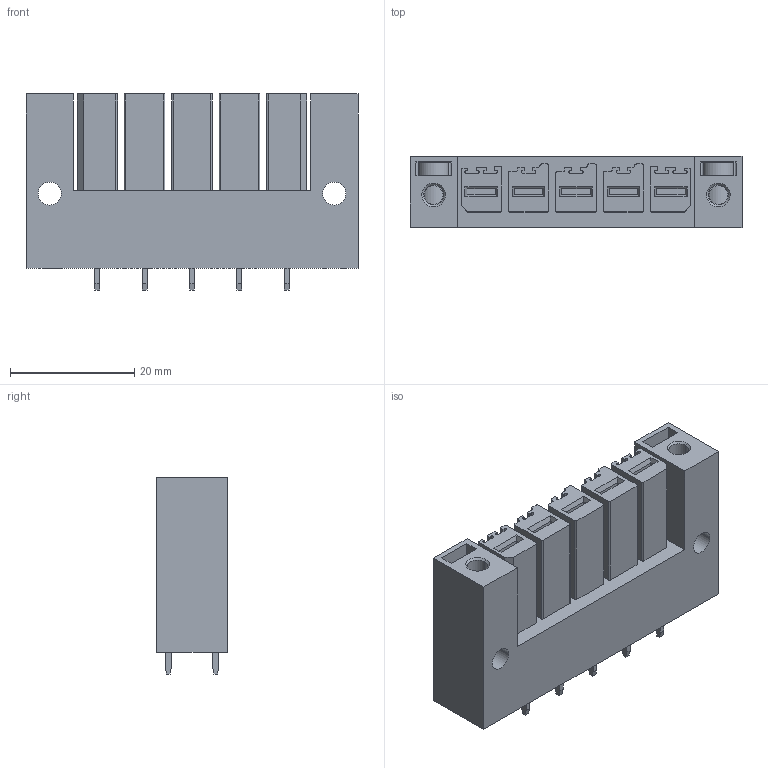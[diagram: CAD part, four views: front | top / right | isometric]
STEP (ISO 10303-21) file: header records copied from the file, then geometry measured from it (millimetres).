
FILE_DESCRIPTION(('CATIA V5 STEP','CAx-IF Rec.Pracs.--- Model Styling and Organization---1.2---2011-12-15'),'2;1');
FILE_NAME ('D1459293_0_1928870000_1928870000.stp','2018-09-06T04:53:17+00:00',('none'),('Weidmueller'),'CATIA Version 5-6 Release 2014','CATIA V5 STEP AP214','none');
FILE_SCHEMA(('AUTOMOTIVE_DESIGN { 1 0 10303 214 1 1 1 1 }'));
Length unit declared in the file: millimetre
Products named in the file (1): 1928870000
Bounding box: 53.34 x 11.4 x 31.5 mm (x, y, z)
Volume: 12031.3 mm3; surface area: 8246.4 mm2
Topology: 11 solids, 11 shells, 335 faces, 863 edges, 566 vertices
Faces by surface type: plane 259, cylinder 72, cone 4
Entity records: 9336 total; most frequent: ORIENTED_EDGE 1726, CARTESIAN_POINT 1661, DIRECTION 1265, EDGE_CURVE 863, VECTOR 695, LINE 695, VERTEX_POINT 566, EDGE_LOOP 363
